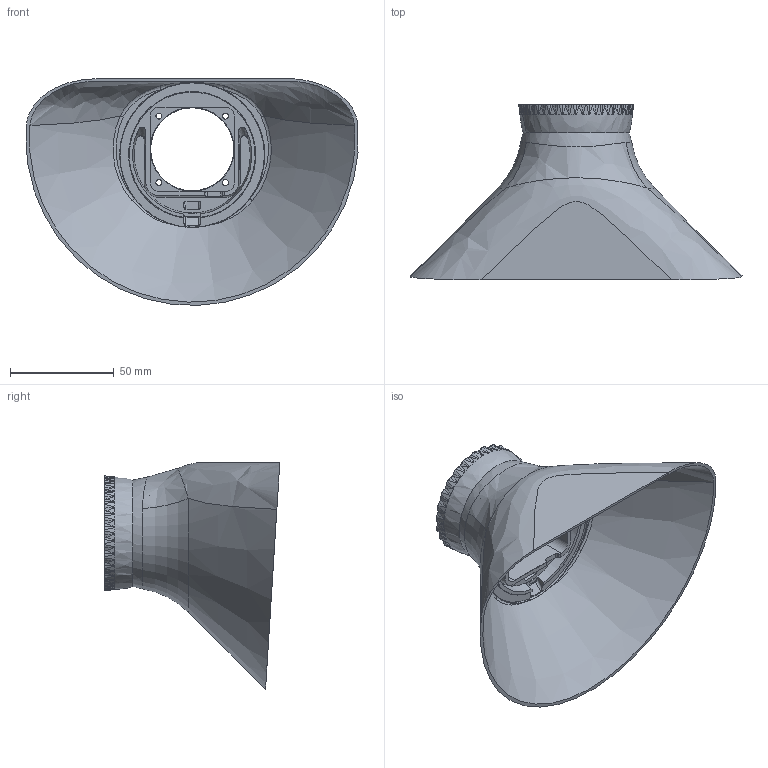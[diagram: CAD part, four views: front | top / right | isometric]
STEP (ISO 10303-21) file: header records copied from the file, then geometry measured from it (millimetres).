
FILE_DESCRIPTION(/* description */ (''),/* implementation_level */ '2;1');
FILE_NAME(/* name */ 'Alt2_Fume_Hood_70mm_LED_40mm_Fan.step',/* time_stamp */ '2022-10-04T15:27:25+02:00',/* author */ (''),/* organization */ (''),/* preprocessor_version */ 'ST-DEVELOPER v19',/* originating_system */ 'Autodesk Translation Framework v11.7.0.108',/* authorisation */ '');
FILE_SCHEMA (('AUTOMOTIVE_DESIGN { 1 0 10303 214 3 1 1 }'));
Length unit declared in the file: millimetre
Products named in the file (1): With_Fan
Bounding box: 159.72 x 84.47 x 109.07 mm (x, y, z)
Volume: 56085.3 mm3; surface area: 55288.5 mm2
Topology: 1 solids, 1 shells, 284 faces, 794 edges, 489 vertices
Faces by surface type: bspline 137, plane 42, cylinder 38, cone 36, sphere 19, torus 12
Full cylindrical faces by diameter (mm): 2.9 x4, 40 x1, 69.495 x1
Entity records: 18395 total; most frequent: CARTESIAN_POINT 12308, ORIENTED_EDGE 1538, DIRECTION 845, EDGE_CURVE 769, VERTEX_POINT 489, B_SPLINE_CURVE_WITH_KNOTS 422, AXIS2_PLACEMENT_3D 360, EDGE_LOOP 298
